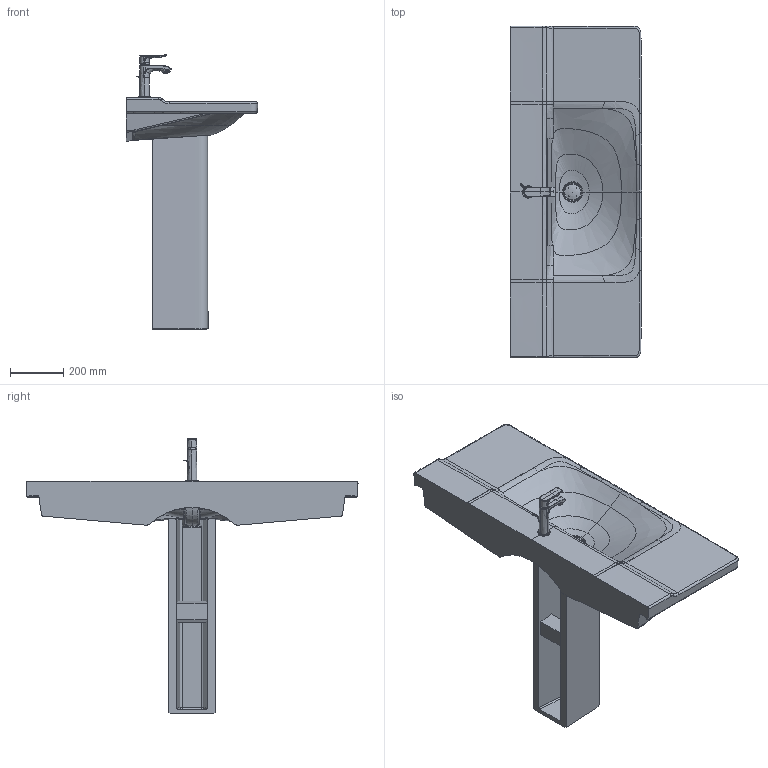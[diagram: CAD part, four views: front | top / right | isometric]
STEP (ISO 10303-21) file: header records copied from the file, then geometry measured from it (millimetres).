
FILE_DESCRIPTION((''),'2;1');
FILE_NAME('233212_085836.stp','2015-11-10T15:59:07',('Administrator'),(''),'Autodesk Inventor 2011','Autodesk Inventor 2011','');
FILE_SCHEMA(('CONFIG_CONTROL_DESIGN'));
Length unit declared in the file: millimetre
Products named in the file (15): 233212_085836; 233212; 085836; Kelch; Stopfen; WT-Armatur HANSGROHE METRIS; Gehäuse; Rosette Citerio; Griff_HWB_Metris; Griffstopfen; Zugstange Griff; Rosette Talis; Neoperl Strahler; Strahlreglerhuelse; Strahler
Assembly tree (14 placements, depth 4):
  233212_085836
    233212
    085836
    Kelch
    Stopfen
    WT-Armatur HANSGROHE METRIS
      Gehäuse
      Rosette Citerio
      Griff_HWB_Metris
      Griffstopfen
      Zugstange Griff
      Rosette Talis
      Neoperl Strahler
        Strahlreglerhuelse
        Strahler
Bounding box: 494.74 x 1249.83 x 1034.46 mm (x, y, z)
Volume: 35024712.5 mm3; surface area: 2768786.8 mm2
Topology: 12 solids, 12 shells, 1538 faces, 4276 edges, 2750 vertices
Faces by surface type: bspline 554, plane 522, cylinder 353, cone 49, torus 48, sphere 12
Full cylindrical faces by diameter (mm): 4 x1, 5 x1, 5.2 x1, 5.325 x1, 5.4 x1, 8.875 x1, 12.35 x1, 15.75 x1, 16 x1, 17.5 x1, 17.7 x1, 19.97 x1, 20.1 x1, 20.88 x1, 21 x1, 22.5 x2, 24 x2, 25 x1, 31.3 x1, 42 x1, 44 x1, 46 x2, 60 x1
Entity records: 181660 total; most frequent: CARTESIAN_POINT 144531, ORIENTED_EDGE 8374, DIRECTION 5887, EDGE_CURVE 4187, VERTEX_POINT 2730, AXIS2_PLACEMENT_3D 2316, EDGE_LOOP 1620, B_SPLINE_CURVE_WITH_KNOTS 1571
